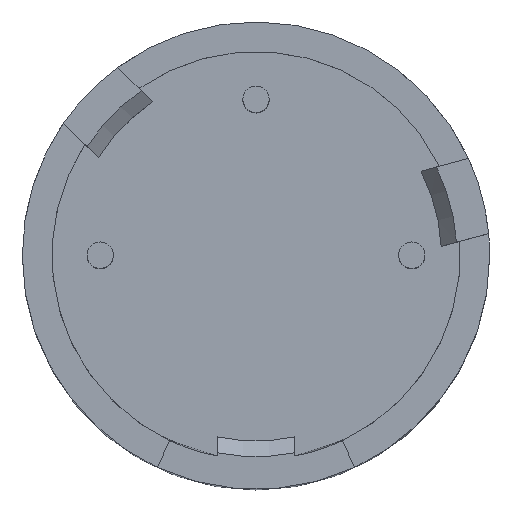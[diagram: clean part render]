
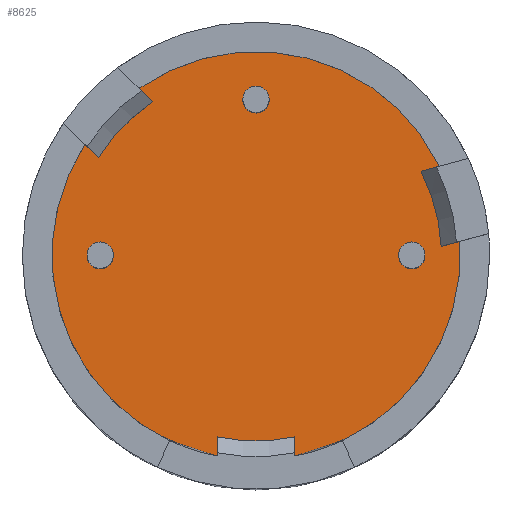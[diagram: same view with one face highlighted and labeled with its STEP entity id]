
A CAD part, top view. The second image highlights one B-rep face of the part: STEP entity #8625.
In plain terms, the highlighted planar face has unit normal (0, 0, 1).
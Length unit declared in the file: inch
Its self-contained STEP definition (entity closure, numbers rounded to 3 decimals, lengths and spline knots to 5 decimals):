
#1442=DIRECTION('',(-0.966,-0.259,0.));
#1443=VECTOR('',#1442,0.01225);
#1444=CARTESIAN_POINT('',(0.11774,0.05743,0.22));
#1445=LINE('',#1444,#1443);
#1446=CARTESIAN_POINT('',(0.,0.,0.22));
#1447=DIRECTION('',(0.,0.,-1.));
#1448=DIRECTION('',(0.89,0.456,0.));
#1449=AXIS2_PLACEMENT_3D('',#1446,#1447,#1448);
#1451=DIRECTION('',(0.966,0.259,0.));
#1452=VECTOR('',#1451,0.01225);
#1453=CARTESIAN_POINT('',(0.11885,0.00596,0.22));
#1454=LINE('',#1453,#1452);
#1455=CARTESIAN_POINT('',(0.,0.,0.22));
#1456=DIRECTION('',(0.,0.,-1.));
#1457=DIRECTION('',(0.998,0.07,0.));
#1458=AXIS2_PLACEMENT_3D('',#1455,#1456,#1457);
#1460=CARTESIAN_POINT('',(0.,0.,0.22));
#1461=DIRECTION('',(0.,0.,-1.));
#1462=DIRECTION('',(0.21,-0.978,0.));
#1463=AXIS2_PLACEMENT_3D('',#1460,#1461,#1462);
#1465=CARTESIAN_POINT('',(0.,0.,0.22));
#1466=DIRECTION('',(0.,0.,-1.));
#1467=DIRECTION('',(-0.191,-0.982,0.));
#1468=AXIS2_PLACEMENT_3D('',#1465,#1466,#1467);
#1470=DIRECTION('',(0.719,-0.695,0.));
#1471=VECTOR('',#1470,0.01225);
#1472=CARTESIAN_POINT('',(-0.10987,0.07134,0.22));
#1473=LINE('',#1472,#1471);
#1474=CARTESIAN_POINT('',(0.,0.,0.22));
#1475=DIRECTION('',(0.,0.,-1.));
#1476=DIRECTION('',(-0.849,0.528,0.));
#1477=AXIS2_PLACEMENT_3D('',#1474,#1475,#1476);
#1479=DIRECTION('',(-0.719,0.695,0.));
#1480=VECTOR('',#1479,0.01225);
#1481=CARTESIAN_POINT('',(-0.06632,0.0988,0.22));
#1482=LINE('',#1481,#1480);
#1483=CARTESIAN_POINT('',(0.,0.,0.22));
#1484=DIRECTION('',(0.,0.,-1.));
#1485=DIRECTION('',(-0.574,0.819,0.));
#1486=AXIS2_PLACEMENT_3D('',#1483,#1484,#1485);
#1488=CARTESIAN_POINT('',(0.1,0.,0.22));
#1489=DIRECTION('',(0.,0.,1.));
#1490=DIRECTION('',(1.,0.,0.));
#1491=AXIS2_PLACEMENT_3D('',#1488,#1489,#1490);
#1493=CARTESIAN_POINT('',(0.1,0.,0.22));
#1494=DIRECTION('',(0.,0.,1.));
#1495=DIRECTION('',(-1.,0.,0.));
#1496=AXIS2_PLACEMENT_3D('',#1493,#1494,#1495);
#1498=CARTESIAN_POINT('',(0.,0.1,0.22));
#1499=DIRECTION('',(0.,0.,1.));
#1500=DIRECTION('',(1.,0.,0.));
#1501=AXIS2_PLACEMENT_3D('',#1498,#1499,#1500);
#1503=CARTESIAN_POINT('',(0.,0.1,0.22));
#1504=DIRECTION('',(0.,0.,1.));
#1505=DIRECTION('',(-1.,0.,0.));
#1506=AXIS2_PLACEMENT_3D('',#1503,#1504,#1505);
#1508=CARTESIAN_POINT('',(-0.1,0.,0.22));
#1509=DIRECTION('',(0.,0.,1.));
#1510=DIRECTION('',(1.,0.,0.));
#1511=AXIS2_PLACEMENT_3D('',#1508,#1509,#1510);
#1513=CARTESIAN_POINT('',(-0.1,0.,0.22));
#1514=DIRECTION('',(0.,0.,1.));
#1515=DIRECTION('',(-1.,0.,0.));
#1516=AXIS2_PLACEMENT_3D('',#1513,#1514,#1515);
#1645=DIRECTION('',(0.,1.,0.));
#1646=VECTOR('',#1645,0.01225);
#1647=CARTESIAN_POINT('',(-0.025,-0.12859,0.22));
#1648=LINE('',#1647,#1646);
#1657=DIRECTION('',(0.,-1.,0.));
#1658=VECTOR('',#1657,0.01225);
#1659=CARTESIAN_POINT('',(0.025,-0.11634,0.22));
#1660=LINE('',#1659,#1658);
#6742=CARTESIAN_POINT('',(-0.06632,0.0988,0.22));
#6743=CARTESIAN_POINT('',(-0.07514,0.10731,0.22));
#6744=VERTEX_POINT('',#6742);
#6745=VERTEX_POINT('',#6743);
#6749=CARTESIAN_POINT('',(0.11774,0.05743,0.22));
#6750=CARTESIAN_POINT('',(0.10591,0.05426,0.22));
#6751=VERTEX_POINT('',#6749);
#6752=VERTEX_POINT('',#6750);
#6753=CARTESIAN_POINT('',(0.11885,0.00596,0.22));
#6754=VERTEX_POINT('',#6753);
#6755=CARTESIAN_POINT('',(0.13068,0.00913,0.22));
#6756=VERTEX_POINT('',#6755);
#6757=CARTESIAN_POINT('',(0.025,-0.12859,0.22));
#6758=VERTEX_POINT('',#6757);
#6759=CARTESIAN_POINT('',(0.025,-0.11634,0.22));
#6760=VERTEX_POINT('',#6759);
#6761=CARTESIAN_POINT('',(-0.025,-0.11634,0.22));
#6762=VERTEX_POINT('',#6761);
#6763=CARTESIAN_POINT('',(-0.025,-0.12859,0.22));
#6764=VERTEX_POINT('',#6763);
#6765=CARTESIAN_POINT('',(-0.10987,0.07134,0.22));
#6766=VERTEX_POINT('',#6765);
#6767=CARTESIAN_POINT('',(-0.10106,0.06284,0.22));
#6768=VERTEX_POINT('',#6767);
#7741=CARTESIAN_POINT('',(0.10846,0.,0.22));
#7742=CARTESIAN_POINT('',(0.09154,0.,0.22));
#7743=VERTEX_POINT('',#7741);
#7744=VERTEX_POINT('',#7742);
#7745=CARTESIAN_POINT('',(0.00846,0.1,0.22));
#7746=CARTESIAN_POINT('',(-0.00846,0.1,0.22));
#7747=VERTEX_POINT('',#7745);
#7748=VERTEX_POINT('',#7746);
#7749=CARTESIAN_POINT('',(-0.09154,0.,0.22));
#7750=CARTESIAN_POINT('',(-0.10846,0.,0.22));
#7751=VERTEX_POINT('',#7749);
#7752=VERTEX_POINT('',#7750);
#8577=CARTESIAN_POINT('',(0.00004,0.00122,0.22));
#8578=DIRECTION('',(0.,0.,1.));
#8579=DIRECTION('',(0.,1.,0.));
#8580=AXIS2_PLACEMENT_3D('',#8577,#8578,#8579);
#8581=PLANE('',#8580);
#8583=ORIENTED_EDGE('',*,*,#8582,.T.);
#8585=ORIENTED_EDGE('',*,*,#8584,.T.);
#8587=ORIENTED_EDGE('',*,*,#8586,.T.);
#8589=ORIENTED_EDGE('',*,*,#8588,.T.);
#8591=ORIENTED_EDGE('',*,*,#8590,.F.);
#8593=ORIENTED_EDGE('',*,*,#8592,.T.);
#8595=ORIENTED_EDGE('',*,*,#8594,.F.);
#8597=ORIENTED_EDGE('',*,*,#8596,.T.);
#8599=ORIENTED_EDGE('',*,*,#8598,.T.);
#8601=ORIENTED_EDGE('',*,*,#8600,.T.);
#8602=ORIENTED_EDGE('',*,*,#8562,.T.);
#8604=ORIENTED_EDGE('',*,*,#8603,.T.);
#8605=EDGE_LOOP('',(#8583,#8585,#8587,#8589,#8591,#8593,#8595,#8597,#8599,#8601,
#8602,#8604));
#8606=FACE_OUTER_BOUND('',#8605,.F.);
#8608=ORIENTED_EDGE('',*,*,#8607,.T.);
#8610=ORIENTED_EDGE('',*,*,#8609,.T.);
#8611=EDGE_LOOP('',(#8608,#8610));
#8612=FACE_BOUND('',#8611,.F.);
#8614=ORIENTED_EDGE('',*,*,#8613,.T.);
#8616=ORIENTED_EDGE('',*,*,#8615,.T.);
#8617=EDGE_LOOP('',(#8614,#8616));
#8618=FACE_BOUND('',#8617,.F.);
#8620=ORIENTED_EDGE('',*,*,#8619,.T.);
#8622=ORIENTED_EDGE('',*,*,#8621,.T.);
#8623=EDGE_LOOP('',(#8620,#8622));
#8624=FACE_BOUND('',#8623,.F.);
#8625=ADVANCED_FACE('',(#8606,#8612,#8618,#8624),#8581,.T.);
#1450=CIRCLE('',#1449,0.119);
#1459=CIRCLE('',#1458,0.131);
#1464=CIRCLE('',#1463,0.119);
#1469=CIRCLE('',#1468,0.131);
#1478=CIRCLE('',#1477,0.119);
#1487=CIRCLE('',#1486,0.131);
#1492=CIRCLE('',#1491,0.00846);
#1497=CIRCLE('',#1496,0.00846);
#1502=CIRCLE('',#1501,0.00846);
#1507=CIRCLE('',#1506,0.00846);
#1512=CIRCLE('',#1511,0.00846);
#1517=CIRCLE('',#1516,0.00846);
#8562=EDGE_CURVE('',#6744,#6745,#1482,.T.);
#8582=EDGE_CURVE('',#6751,#6752,#1445,.T.);
#8584=EDGE_CURVE('',#6752,#6754,#1450,.T.);
#8586=EDGE_CURVE('',#6754,#6756,#1454,.T.);
#8588=EDGE_CURVE('',#6756,#6758,#1459,.T.);
#8590=EDGE_CURVE('',#6760,#6758,#1660,.T.);
#8592=EDGE_CURVE('',#6760,#6762,#1464,.T.);
#8594=EDGE_CURVE('',#6764,#6762,#1648,.T.);
#8596=EDGE_CURVE('',#6764,#6766,#1469,.T.);
#8598=EDGE_CURVE('',#6766,#6768,#1473,.T.);
#8600=EDGE_CURVE('',#6768,#6744,#1478,.T.);
#8603=EDGE_CURVE('',#6745,#6751,#1487,.T.);
#8607=EDGE_CURVE('',#7743,#7744,#1492,.T.);
#8609=EDGE_CURVE('',#7744,#7743,#1497,.T.);
#8613=EDGE_CURVE('',#7747,#7748,#1502,.T.);
#8615=EDGE_CURVE('',#7748,#7747,#1507,.T.);
#8619=EDGE_CURVE('',#7751,#7752,#1512,.T.);
#8621=EDGE_CURVE('',#7752,#7751,#1517,.T.);
